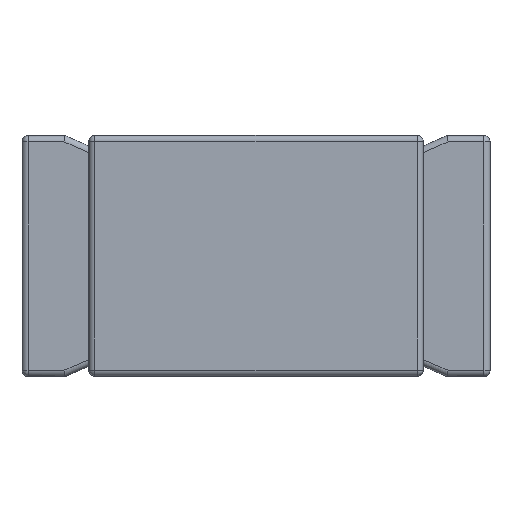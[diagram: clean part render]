
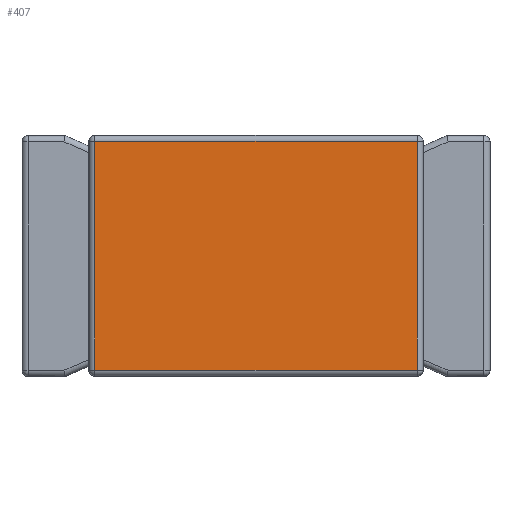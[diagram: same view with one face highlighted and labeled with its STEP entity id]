
A CAD part, top view. The second image highlights one B-rep face of the part: STEP entity #407.
In plain terms, the highlighted planar face has unit normal (0, 0, 1).
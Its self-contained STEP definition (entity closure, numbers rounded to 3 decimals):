
#407=ADVANCED_FACE('',(#2278),#2280,.T.);
#2278=FACE_BOUND('',#2279,.T.);
#2279=EDGE_LOOP('',(#3579,#3580,#3581,#3582));
#2280=PLANE('',#2281);
#2281=AXIS2_PLACEMENT_3D('',#2282,#2283,#2284);
#2282=CARTESIAN_POINT('',(0.,0.,2.));
#2283=DIRECTION('',(0.,0.,1.));
#2284=DIRECTION('',(1.,0.,0.));
#3579=ORIENTED_EDGE('',*,*,#4267,.T.);
#3580=ORIENTED_EDGE('',*,*,#4268,.T.);
#3581=ORIENTED_EDGE('',*,*,#4269,.T.);
#3582=ORIENTED_EDGE('',*,*,#4270,.T.);
#4267=EDGE_CURVE('',#4734,#4735,#4736,.T.);
#4268=EDGE_CURVE('',#4735,#4737,#4738,.T.);
#4269=EDGE_CURVE('',#4737,#4739,#4740,.T.);
#4270=EDGE_CURVE('',#4739,#4734,#4741,.T.);
#4734=VERTEX_POINT('',#5622);
#4735=VERTEX_POINT('',#5623);
#4736=LINE('',#5624,#5625);
#4737=VERTEX_POINT('',#5627);
#4738=LINE('',#5628,#5629);
#4739=VERTEX_POINT('',#5631);
#4740=LINE('',#5632,#5633);
#4741=LINE('',#5635,#5636);
#5622=CARTESIAN_POINT('',(-1.205,-0.855,2.));
#5623=CARTESIAN_POINT('',(1.205,-0.855,2.));
#5624=CARTESIAN_POINT('',(-1.205,-0.855,2.));
#5625=VECTOR('',#5626,1.);
#5626=DIRECTION('',(1.,0.,0.));
#5627=CARTESIAN_POINT('',(1.205,0.855,2.));
#5628=CARTESIAN_POINT('',(1.205,-0.855,2.));
#5629=VECTOR('',#5630,1.);
#5630=DIRECTION('',(0.,1.,0.));
#5631=CARTESIAN_POINT('',(-1.205,0.855,2.));
#5632=CARTESIAN_POINT('',(1.205,0.855,2.));
#5633=VECTOR('',#5634,1.);
#5634=DIRECTION('',(-1.,0.,0.));
#5635=CARTESIAN_POINT('',(-1.205,0.855,2.));
#5636=VECTOR('',#5637,1.);
#5637=DIRECTION('',(0.,-1.,0.));
